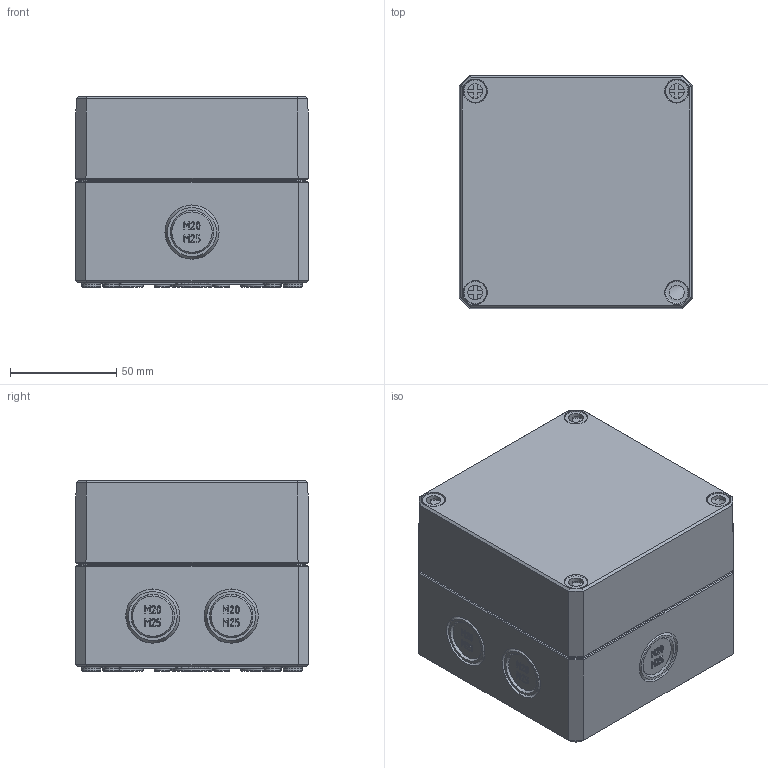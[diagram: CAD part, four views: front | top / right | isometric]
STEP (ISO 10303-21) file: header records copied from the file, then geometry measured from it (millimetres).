
FILE_DESCRIPTION(/* description */ (''),/* implementation_level */ '2;1');
FILE_NAME(/* name */ '0904101190 MBI 111109 MK.stp',/* time_stamp */ '2021-03-04T08:40:32+01:00',/* author */ ('alexander.rose'),/* organization */ (''),/* preprocessor_version */ 'ST-DEVELOPER v17.2',/* originating_system */ 'Autodesk Inventor 2019',/* authorisation */ '');
FILE_SCHEMA (('AUTOMOTIVE_DESIGN { 1 0 10303 214 3 1 1 }'));
Products named in the file (5): 0904101190 MBI 111109 MK; -UT_111150 - M - Index01; -OT_111139 K; Dichtung_1111xx; Schraube _ M10 x 58 _ MBTK -
Assembly tree (7 placements, depth 2):
  0904101190 MBI 111109 MK
    -UT_111150 - M - Index01
    -OT_111139 K
    Dichtung_1111xx
    Schraube _ M10 x 58 _ MBTK -  x4
Bounding box: 110 x 110 x 89.8 mm (x, y, z)
Volume: 215126.7 mm3; surface area: 151891.9 mm2
Topology: 7 solids, 7 shells, 3263 faces, 8504 edges, 5497 vertices
Faces by surface type: plane 1374, bspline 1052, cylinder 346, torus 275, cone 200, sphere 16
Full cylindrical faces by diameter (mm): 4.5 x4, 5 x4, 5.8 x8, 6 x2, 7 x4, 8.376 x4, 10.5 x4
Entity records: 97276 total; most frequent: CARTESIAN_POINT 29711, ORIENTED_EDGE 15518, DIRECTION 11265, EDGE_CURVE 7759, VERTEX_POINT 5008, LINE 4017, VECTOR 4017, AXIS2_PLACEMENT_3D 3624
